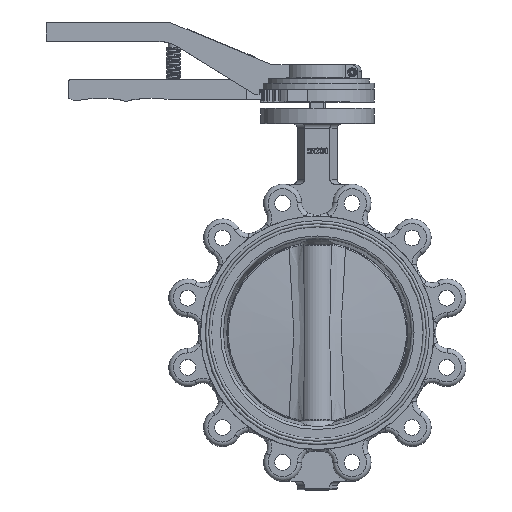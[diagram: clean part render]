
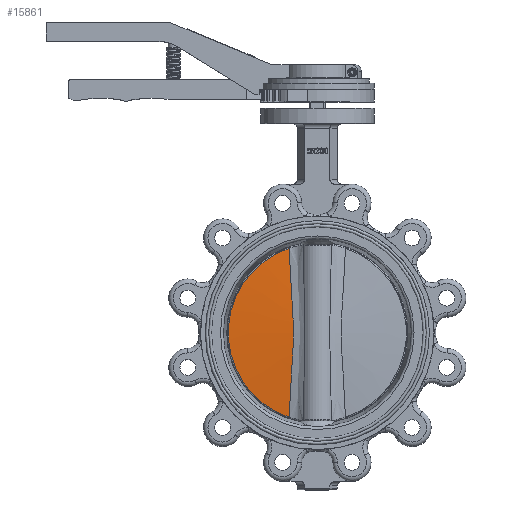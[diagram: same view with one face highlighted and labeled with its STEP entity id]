
A CAD part, top view. The second image highlights one B-rep face of the part: STEP entity #15861.
In plain terms, the highlighted conical face has half-angle 86.515 degrees and reference radius 99.225 mm.
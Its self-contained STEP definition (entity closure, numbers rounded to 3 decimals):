
#106=CONICAL_SURFACE('',#18088,99.225,1.51);
#637=B_SPLINE_CURVE_WITH_KNOTS('',3,(#30197,#30198,#30199,#30200,#30201,
#30202,#30203,#30204,#30205,#30206,#30207),.UNSPECIFIED.,.F.,.F.,(4,1,1,
1,1,1,1,1,4),(0.001,0.025,0.048,
0.071,0.095,0.118,0.141,
0.164,0.188),.UNSPECIFIED.);
#5562=ORIENTED_EDGE('',*,*,#9128,.T.);
#5563=ORIENTED_EDGE('',*,*,#9129,.T.);
#9128=EDGE_CURVE('',#11072,#11073,#637,.T.);
#9129=EDGE_CURVE('',#11073,#11072,#12377,.F.);
#11072=VERTEX_POINT('',#30208);
#11073=VERTEX_POINT('',#30209);
#12377=CIRCLE('',#18089,98.066);
#13324=EDGE_LOOP('',(#5562,#5563));
#14530=FACE_BOUND('',#13324,.T.);
#15861=ADVANCED_FACE('',(#14530),#106,.T.);
#18088=AXIS2_PLACEMENT_3D('',#30196,#21231,#21232);
#18089=AXIS2_PLACEMENT_3D('',#30210,#21233,#21234);
#21231=DIRECTION('',(0.,1.,0.));
#21232=DIRECTION('',(-1.,0.,0.));
#21233=DIRECTION('',(0.,1.,0.));
#21234=DIRECTION('',(-1.,0.,0.));
#30196=CARTESIAN_POINT('',(0.,-4.,0.));
#30197=CARTESIAN_POINT('',(-30.963,-4.071,-93.049));
#30198=CARTESIAN_POINT('',(-30.589,-4.526,-85.295));
#30199=CARTESIAN_POINT('',(-29.806,-5.43,-69.79));
#30200=CARTESIAN_POINT('',(-28.513,-6.737,-46.533));
#30201=CARTESIAN_POINT('',(-27.085,-7.942,-23.288));
#30202=CARTESIAN_POINT('',(-25.8,-8.698,0.028));
#30203=CARTESIAN_POINT('',(-27.088,-7.94,23.318));
#30204=CARTESIAN_POINT('',(-28.514,-6.736,46.556));
#30205=CARTESIAN_POINT('',(-29.806,-5.429,69.801));
#30206=CARTESIAN_POINT('',(-30.59,-4.526,85.299));
#30207=CARTESIAN_POINT('',(-30.963,-4.071,93.049));
#30208=CARTESIAN_POINT('',(-30.963,-4.071,-93.049));
#30209=CARTESIAN_POINT('',(-30.963,-4.071,93.049));
#30210=CARTESIAN_POINT('',(0.,-4.071,0.));
